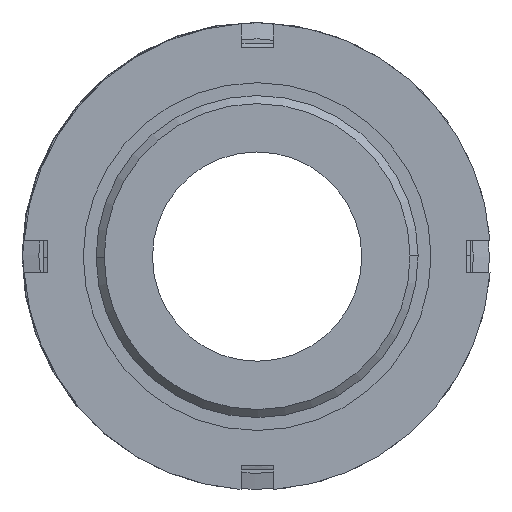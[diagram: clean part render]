
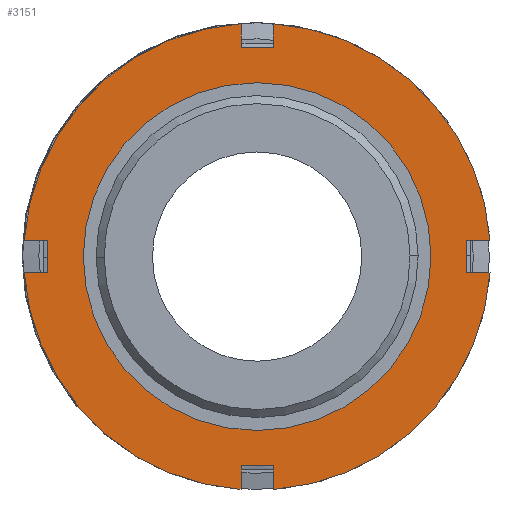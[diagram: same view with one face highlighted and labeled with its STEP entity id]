
A CAD part, front view. The second image highlights one B-rep face of the part: STEP entity #3151.
In plain terms, the highlighted planar face has unit normal (0, -1, 0).
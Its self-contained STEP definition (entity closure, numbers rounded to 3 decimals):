
#6 = DIRECTION ( 'NONE',  ( 0., 0., 1. ) ) ;
#49 = LINE ( 'NONE', #1725, #285 ) ;
#97 = VERTEX_POINT ( 'NONE', #2282 ) ;
#121 = DIRECTION ( 'NONE',  ( 0., 1., 0. ) ) ;
#139 = CARTESIAN_POINT ( 'NONE',  ( 2., -47., 26. ) ) ;
#176 = VERTEX_POINT ( 'NONE', #3142 ) ;
#196 = DIRECTION ( 'NONE',  ( 0., 0., 1. ) ) ;
#200 = CIRCLE ( 'NONE', #3118, 21.6 ) ;
#207 = DIRECTION ( 'NONE',  ( 0., 0., 1. ) ) ;
#212 = CARTESIAN_POINT ( 'NONE',  ( 21.6, -47., -2. ) ) ;
#229 = EDGE_CURVE ( 'NONE', #1022, #649, #1746, .T. ) ;
#240 = ORIENTED_EDGE ( 'NONE', *, *, #2165, .T. ) ;
#249 = CARTESIAN_POINT ( 'NONE',  ( 21.6, -47., -2. ) ) ;
#272 = VERTEX_POINT ( 'NONE', #2969 ) ;
#280 = ORIENTED_EDGE ( 'NONE', *, *, #751, .F. ) ;
#285 = VECTOR ( 'NONE', #960, 1000. ) ;
#292 = DIRECTION ( 'NONE',  ( 0., 0., 1. ) ) ;
#314 = VECTOR ( 'NONE', #2666, 1000. ) ;
#327 = EDGE_CURVE ( 'NONE', #2690, #2569, #2999, .T. ) ;
#329 = CARTESIAN_POINT ( 'NONE',  ( 0., -47., -26. ) ) ;
#338 = CARTESIAN_POINT ( 'NONE',  ( 0., -47., 21.6 ) ) ;
#348 = VECTOR ( 'NONE', #2332, 1000. ) ;
#396 = LINE ( 'NONE', #2304, #2396 ) ;
#398 = CARTESIAN_POINT ( 'NONE',  ( -2., -47., 26. ) ) ;
#411 = CARTESIAN_POINT ( 'NONE',  ( -2., -47., -26. ) ) ;
#428 = CIRCLE ( 'NONE', #2445, 29. ) ;
#429 = VERTEX_POINT ( 'NONE', #2821 ) ;
#437 = LINE ( 'NONE', #2252, #869 ) ;
#440 = CARTESIAN_POINT ( 'NONE',  ( -26., -47., -2. ) ) ;
#483 = ORIENTED_EDGE ( 'NONE', *, *, #2726, .F. ) ;
#488 = CARTESIAN_POINT ( 'NONE',  ( 2., -47., 28.931 ) ) ;
#517 = VERTEX_POINT ( 'NONE', #338 ) ;
#520 = VERTEX_POINT ( 'NONE', #1840 ) ;
#521 = CARTESIAN_POINT ( 'NONE',  ( 0., -47., 0. ) ) ;
#529 = CARTESIAN_POINT ( 'NONE',  ( 0., -47., -21.6 ) ) ;
#588 = VECTOR ( 'NONE', #196, 1000. ) ;
#596 = EDGE_CURVE ( 'NONE', #3172, #2569, #2477, .T. ) ;
#620 = VERTEX_POINT ( 'NONE', #139 ) ;
#621 = CARTESIAN_POINT ( 'NONE',  ( -2., -47., -28.931 ) ) ;
#642 = EDGE_CURVE ( 'NONE', #176, #2573, #2995, .T. ) ;
#649 = VERTEX_POINT ( 'NONE', #411 ) ;
#662 = CARTESIAN_POINT ( 'NONE',  ( -2., -47., 0. ) ) ;
#666 = CIRCLE ( 'NONE', #1913, 29. ) ;
#683 = CARTESIAN_POINT ( 'NONE',  ( 0., -47., 0. ) ) ;
#725 = EDGE_CURVE ( 'NONE', #2573, #97, #1424, .T. ) ;
#751 = EDGE_CURVE ( 'NONE', #520, #272, #49, .T. ) ;
#810 = ORIENTED_EDGE ( 'NONE', *, *, #1828, .T. ) ;
#815 = CARTESIAN_POINT ( 'NONE',  ( -26., -47., 0. ) ) ;
#822 = VERTEX_POINT ( 'NONE', #488 ) ;
#852 = DIRECTION ( 'NONE',  ( 0., 0., -1. ) ) ;
#858 = EDGE_CURVE ( 'NONE', #620, #2219, #1102, .T. ) ;
#865 = LINE ( 'NONE', #329, #348 ) ;
#869 = VECTOR ( 'NONE', #2002, 1000. ) ;
#881 = EDGE_CURVE ( 'NONE', #822, #620, #437, .T. ) ;
#923 = CARTESIAN_POINT ( 'NONE',  ( 26., -47., -2. ) ) ;
#947 = EDGE_CURVE ( 'NONE', #822, #520, #666, .T. ) ;
#953 = PLANE ( 'NONE',  #1880 ) ;
#960 = DIRECTION ( 'NONE',  ( -1., 0., 0. ) ) ;
#964 = CARTESIAN_POINT ( 'NONE',  ( 0., -47., 0. ) ) ;
#970 = VERTEX_POINT ( 'NONE', #529 ) ;
#977 = ORIENTED_EDGE ( 'NONE', *, *, #3250, .T. ) ;
#983 = DIRECTION ( 'NONE',  ( -1., 0., 0. ) ) ;
#1016 = FACE_BOUND ( 'NONE', #1902, .T. ) ;
#1022 = VERTEX_POINT ( 'NONE', #621 ) ;
#1037 = DIRECTION ( 'NONE',  ( 0., 1., 0. ) ) ;
#1061 = ORIENTED_EDGE ( 'NONE', *, *, #1275, .T. ) ;
#1077 = VERTEX_POINT ( 'NONE', #1378 ) ;
#1102 = LINE ( 'NONE', #1488, #2355 ) ;
#1136 = LINE ( 'NONE', #3143, #314 ) ;
#1198 = DIRECTION ( 'NONE',  ( 0., 0., 1. ) ) ;
#1212 = DIRECTION ( 'NONE',  ( 0., 1., 0. ) ) ;
#1213 = ORIENTED_EDGE ( 'NONE', *, *, #642, .F. ) ;
#1229 = ORIENTED_EDGE ( 'NONE', *, *, #947, .F. ) ;
#1238 = CARTESIAN_POINT ( 'NONE',  ( 0., -47., 0. ) ) ;
#1268 = ORIENTED_EDGE ( 'NONE', *, *, #725, .F. ) ;
#1275 = EDGE_CURVE ( 'NONE', #517, #970, #2120, .T. ) ;
#1276 = DIRECTION ( 'NONE',  ( 0., 0., 1. ) ) ;
#1296 = CARTESIAN_POINT ( 'NONE',  ( -28.931, -47., -2. ) ) ;
#1304 = VECTOR ( 'NONE', #2758, 1000. ) ;
#1345 = CARTESIAN_POINT ( 'NONE',  ( 0., -47., 0. ) ) ;
#1368 = CARTESIAN_POINT ( 'NONE',  ( 0., -47., 0. ) ) ;
#1378 = CARTESIAN_POINT ( 'NONE',  ( -28.931, -47., 2. ) ) ;
#1415 = AXIS2_PLACEMENT_3D ( 'NONE', #683, #1715, #1198 ) ;
#1424 = LINE ( 'NONE', #2178, #2242 ) ;
#1443 = CARTESIAN_POINT ( 'NONE',  ( 21.6, -47., 2. ) ) ;
#1479 = DIRECTION ( 'NONE',  ( 0., 1., 0. ) ) ;
#1488 = CARTESIAN_POINT ( 'NONE',  ( 0., -47., 26. ) ) ;
#1495 = ORIENTED_EDGE ( 'NONE', *, *, #596, .T. ) ;
#1505 = LINE ( 'NONE', #1443, #2633 ) ;
#1524 = DIRECTION ( 'NONE',  ( 0., 1., 0. ) ) ;
#1606 = LINE ( 'NONE', #249, #2103 ) ;
#1715 = DIRECTION ( 'NONE',  ( 0., 1., 0. ) ) ;
#1725 = CARTESIAN_POINT ( 'NONE',  ( 21.6, -47., 2. ) ) ;
#1746 = LINE ( 'NONE', #662, #588 ) ;
#1828 = EDGE_CURVE ( 'NONE', #970, #517, #200, .T. ) ;
#1840 = CARTESIAN_POINT ( 'NONE',  ( 28.931, -47., 2. ) ) ;
#1880 = AXIS2_PLACEMENT_3D ( 'NONE', #2424, #1212, #2214 ) ;
#1881 = DIRECTION ( 'NONE',  ( 0., 0., -1. ) ) ;
#1897 = ORIENTED_EDGE ( 'NONE', *, *, #2228, .T. ) ;
#1902 = EDGE_LOOP ( 'NONE', ( #1061, #810 ) ) ;
#1913 = AXIS2_PLACEMENT_3D ( 'NONE', #521, #1037, #1276 ) ;
#1957 = EDGE_CURVE ( 'NONE', #649, #97, #865, .T. ) ;
#1972 = EDGE_CURVE ( 'NONE', #429, #2219, #396, .T. ) ;
#2002 = DIRECTION ( 'NONE',  ( 0., 0., -1. ) ) ;
#2103 = VECTOR ( 'NONE', #983, 1000. ) ;
#2120 = CIRCLE ( 'NONE', #2736, 21.6 ) ;
#2130 = ORIENTED_EDGE ( 'NONE', *, *, #3108, .F. ) ;
#2138 = ORIENTED_EDGE ( 'NONE', *, *, #229, .T. ) ;
#2165 = EDGE_CURVE ( 'NONE', #2487, #272, #1136, .T. ) ;
#2178 = CARTESIAN_POINT ( 'NONE',  ( 2., -47., 0. ) ) ;
#2214 = DIRECTION ( 'NONE',  ( 0., 0., 1. ) ) ;
#2219 = VERTEX_POINT ( 'NONE', #398 ) ;
#2228 = EDGE_CURVE ( 'NONE', #1077, #3172, #1505, .T. ) ;
#2242 = VECTOR ( 'NONE', #207, 1000. ) ;
#2252 = CARTESIAN_POINT ( 'NONE',  ( 2., -47., 0. ) ) ;
#2282 = CARTESIAN_POINT ( 'NONE',  ( 2., -47., -26. ) ) ;
#2304 = CARTESIAN_POINT ( 'NONE',  ( -2., -47., 0. ) ) ;
#2312 = VECTOR ( 'NONE', #1881, 1000. ) ;
#2332 = DIRECTION ( 'NONE',  ( 1., 0., 0. ) ) ;
#2355 = VECTOR ( 'NONE', #2768, 1000. ) ;
#2396 = VECTOR ( 'NONE', #852, 1000. ) ;
#2424 = CARTESIAN_POINT ( 'NONE',  ( 21.6, -47., 0. ) ) ;
#2445 = AXIS2_PLACEMENT_3D ( 'NONE', #1345, #2549, #2595 ) ;
#2477 = LINE ( 'NONE', #815, #2312 ) ;
#2487 = VERTEX_POINT ( 'NONE', #923 ) ;
#2503 = ORIENTED_EDGE ( 'NONE', *, *, #858, .T. ) ;
#2549 = DIRECTION ( 'NONE',  ( 0., 1., 0. ) ) ;
#2569 = VERTEX_POINT ( 'NONE', #440 ) ;
#2573 = VERTEX_POINT ( 'NONE', #2748 ) ;
#2595 = DIRECTION ( 'NONE',  ( 0., 0., 1. ) ) ;
#2633 = VECTOR ( 'NONE', #2933, 1000. ) ;
#2636 = ORIENTED_EDGE ( 'NONE', *, *, #327, .F. ) ;
#2666 = DIRECTION ( 'NONE',  ( 0., 0., 1. ) ) ;
#2690 = VERTEX_POINT ( 'NONE', #1296 ) ;
#2726 = EDGE_CURVE ( 'NONE', #1077, #429, #428, .T. ) ;
#2736 = AXIS2_PLACEMENT_3D ( 'NONE', #1238, #1524, #6 ) ;
#2739 = CIRCLE ( 'NONE', #3124, 29. ) ;
#2748 = CARTESIAN_POINT ( 'NONE',  ( 2., -47., -28.931 ) ) ;
#2758 = DIRECTION ( 'NONE',  ( 1., 0., 0. ) ) ;
#2768 = DIRECTION ( 'NONE',  ( -1., 0., 0. ) ) ;
#2821 = CARTESIAN_POINT ( 'NONE',  ( -2., -47., 28.931 ) ) ;
#2887 = DIRECTION ( 'NONE',  ( 0., 0., 1. ) ) ;
#2933 = DIRECTION ( 'NONE',  ( 1., 0., 0. ) ) ;
#2966 = CARTESIAN_POINT ( 'NONE',  ( -26., -47., 2. ) ) ;
#2969 = CARTESIAN_POINT ( 'NONE',  ( 26., -47., 2. ) ) ;
#2979 = FACE_OUTER_BOUND ( 'NONE', #3031, .T. ) ;
#2995 = CIRCLE ( 'NONE', #1415, 29. ) ;
#2999 = LINE ( 'NONE', #212, #1304 ) ;
#3031 = EDGE_LOOP ( 'NONE', ( #2636, #2130, #2138, #3132, #1268, #1213, #977, #240, #280, #1229, #3102, #2503, #3194, #483, #1897, #1495 ) ) ;
#3102 = ORIENTED_EDGE ( 'NONE', *, *, #881, .T. ) ;
#3108 = EDGE_CURVE ( 'NONE', #1022, #2690, #2739, .T. ) ;
#3118 = AXIS2_PLACEMENT_3D ( 'NONE', #964, #1479, #292 ) ;
#3124 = AXIS2_PLACEMENT_3D ( 'NONE', #1368, #121, #2887 ) ;
#3132 = ORIENTED_EDGE ( 'NONE', *, *, #1957, .T. ) ;
#3142 = CARTESIAN_POINT ( 'NONE',  ( 28.931, -47., -2. ) ) ;
#3143 = CARTESIAN_POINT ( 'NONE',  ( 26., -47., 0. ) ) ;
#3151 = ADVANCED_FACE ( 'NONE', ( #1016, #2979 ), #953, .F. ) ;
#3172 = VERTEX_POINT ( 'NONE', #2966 ) ;
#3194 = ORIENTED_EDGE ( 'NONE', *, *, #1972, .F. ) ;
#3250 = EDGE_CURVE ( 'NONE', #176, #2487, #1606, .T. ) ;
